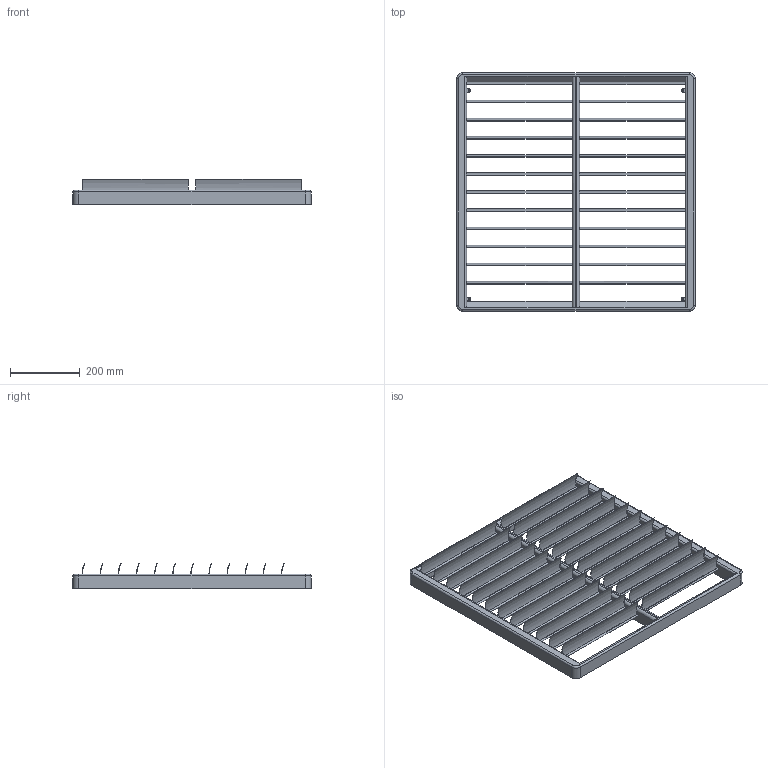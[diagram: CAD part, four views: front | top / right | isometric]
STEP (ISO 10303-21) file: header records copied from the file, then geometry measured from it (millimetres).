
FILE_DESCRIPTION (( 'STEP AP203' ), '1' );
FILE_NAME ('_2000002466_Dummy AS 60 Verschlussklappen__01.step', '2023-12-18T08:40:43', ( '' ), ( '' ), 'SwSTEP 2.0', 'SolidWorks 2021', '' );
FILE_SCHEMA (( 'CONFIG_CONTROL_DESIGN' ));
Length unit declared in the file: millimetre
Products named in the file (1): _2000002466_Dummy AS 60 Verschlussklappen__01
Bounding box: 684 x 684 x 73.4 mm (x, y, z)
Volume: 3869634.2 mm3; surface area: 1280901.2 mm2
Topology: 1 solids, 1 shells, 292 faces, 898 edges, 564 vertices
Faces by surface type: cylinder 182, plane 106, torus 4
Entity records: 10323 total; most frequent: DIRECTION 1932, ORIENTED_EDGE 1796, CARTESIAN_POINT 1779, EDGE_CURVE 898, AXIS2_PLACEMENT_3D 749, VERTEX_POINT 564, CIRCLE 456, LINE 434
